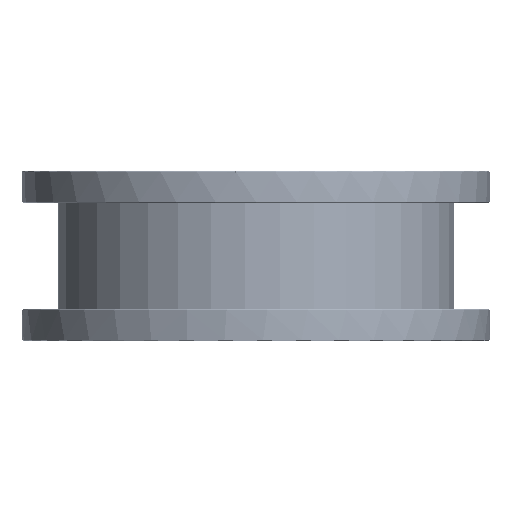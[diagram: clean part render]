
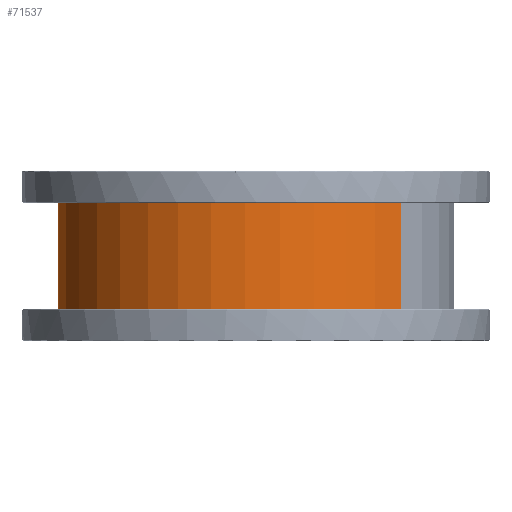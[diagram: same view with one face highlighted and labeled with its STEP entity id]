
A CAD part, front view. The second image highlights one B-rep face of the part: STEP entity #71537.
In plain terms, the highlighted cylindrical face has radius 177.8 mm (diameter 355.6 mm), a partial arc.
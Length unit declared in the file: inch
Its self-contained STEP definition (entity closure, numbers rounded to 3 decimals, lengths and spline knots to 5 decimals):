
#2746 = CIRCLE ( 'NONE', #59186, 7. ) ;
#6765 = DIRECTION ( 'NONE',  ( 1., 0., 0. ) ) ;
#10458 = AXIS2_PLACEMENT_3D ( 'NONE', #105221, #56490, #6765 ) ;
#12553 = DIRECTION ( 'NONE',  ( -1., 0., 0. ) ) ;
#15982 = DIRECTION ( 'NONE',  ( 0., 0., 1. ) ) ;
#20507 = CARTESIAN_POINT ( 'NONE',  ( 0., 0., 2.5 ) ) ;
#24324 = CARTESIAN_POINT ( 'NONE',  ( 0., 0., 2.5 ) ) ;
#28093 = EDGE_CURVE ( 'NONE', #31034, #64930, #2746, .T. ) ;
#28852 = DIRECTION ( 'NONE',  ( 0., 0., -1. ) ) ;
#31034 = VERTEX_POINT ( 'NONE', #40404 ) ;
#33376 = FACE_OUTER_BOUND ( 'NONE', #90051, .T. ) ;
#34445 = CARTESIAN_POINT ( 'NONE',  ( 7., 0., 2.5 ) ) ;
#40100 = CARTESIAN_POINT ( 'NONE',  ( -7., 0., -2.5 ) ) ;
#40404 = CARTESIAN_POINT ( 'NONE',  ( -7., 0., 2.5 ) ) ;
#40498 = CARTESIAN_POINT ( 'NONE',  ( -7., 0., 2.5 ) ) ;
#42861 = ORIENTED_EDGE ( 'NONE', *, *, #82054, .T. ) ;
#43412 = EDGE_CURVE ( 'NONE', #64930, #69309, #67101, .T. ) ;
#48019 = LINE ( 'NONE', #40498, #89172 ) ;
#48860 = DIRECTION ( 'NONE',  ( 0., 0., -1. ) ) ;
#50972 = VERTEX_POINT ( 'NONE', #40100 ) ;
#55408 = CARTESIAN_POINT ( 'NONE',  ( 7., 0., 2.5 ) ) ;
#56490 = DIRECTION ( 'NONE',  ( 0., 0., 1. ) ) ;
#59186 = AXIS2_PLACEMENT_3D ( 'NONE', #24324, #15982, #65961 ) ;
#59521 = DIRECTION ( 'NONE',  ( 0., 0., -1. ) ) ;
#64337 = CARTESIAN_POINT ( 'NONE',  ( 7., 0., -2.5 ) ) ;
#64550 = VECTOR ( 'NONE', #59521, 39.37008 ) ;
#64930 = VERTEX_POINT ( 'NONE', #55408 ) ;
#65482 = CYLINDRICAL_SURFACE ( 'NONE', #88346, 7. ) ;
#65961 = DIRECTION ( 'NONE',  ( 1., 0., 0. ) ) ;
#67101 = LINE ( 'NONE', #34445, #64550 ) ;
#69309 = VERTEX_POINT ( 'NONE', #64337 ) ;
#71537 = ADVANCED_FACE ( 'NONE', ( #33376 ), #65482, .T. ) ;
#76166 = CIRCLE ( 'NONE', #10458, 7. ) ;
#77701 = ORIENTED_EDGE ( 'NONE', *, *, #106496, .T. ) ;
#82054 = EDGE_CURVE ( 'NONE', #50972, #69309, #76166, .T. ) ;
#83888 = ORIENTED_EDGE ( 'NONE', *, *, #28093, .F. ) ;
#85084 = ORIENTED_EDGE ( 'NONE', *, *, #43412, .F. ) ;
#88346 = AXIS2_PLACEMENT_3D ( 'NONE', #20507, #28852, #12553 ) ;
#89172 = VECTOR ( 'NONE', #48860, 39.37008 ) ;
#90051 = EDGE_LOOP ( 'NONE', ( #85084, #83888, #77701, #42861 ) ) ;
#105221 = CARTESIAN_POINT ( 'NONE',  ( 0., 0., -2.5 ) ) ;
#106496 = EDGE_CURVE ( 'NONE', #31034, #50972, #48019, .T. ) ;
